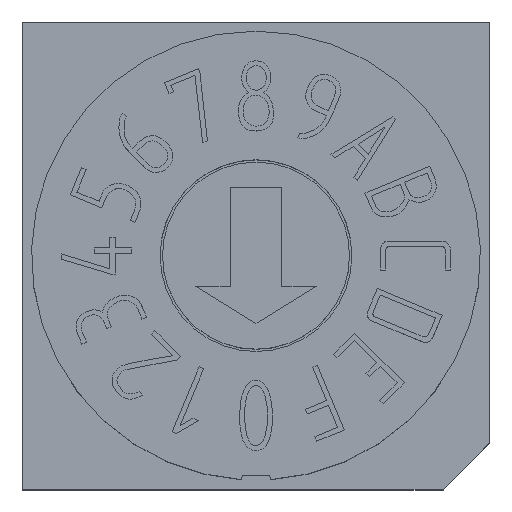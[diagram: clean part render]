
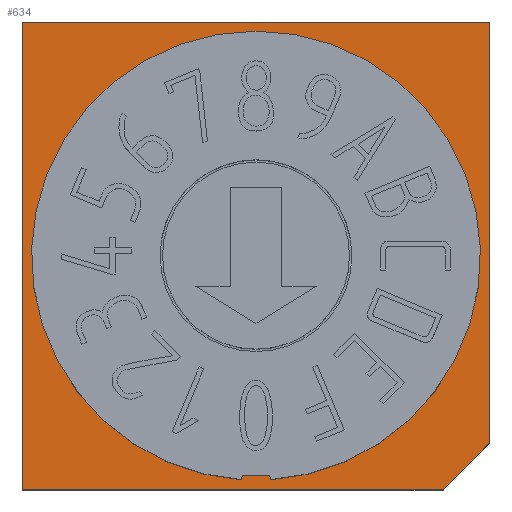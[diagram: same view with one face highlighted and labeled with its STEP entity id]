
A CAD part, top view. The second image highlights one B-rep face of the part: STEP entity #634.
In plain terms, the highlighted planar face has unit normal (0, 0, 1).
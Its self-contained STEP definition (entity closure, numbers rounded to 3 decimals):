
#634 = ADVANCED_FACE( '', ( #1345, #1346 ), #1347, .T. );
#1345 = FACE_OUTER_BOUND( '', #2122, .T. );
#1346 = FACE_BOUND( '', #2123, .T. );
#1347 = PLANE( '', #2124 );
#2122 = EDGE_LOOP( '', ( #4321, #4322, #4323, #4324, #4325 ) );
#2123 = EDGE_LOOP( '', ( #4326, #4327, #4328, #4329 ) );
#2124 = AXIS2_PLACEMENT_3D( '', #4330, #4331, #4332 );
#4321 = ORIENTED_EDGE( '', *, *, #4982, .T. );
#4322 = ORIENTED_EDGE( '', *, *, #4841, .T. );
#4323 = ORIENTED_EDGE( '', *, *, #5215, .T. );
#4324 = ORIENTED_EDGE( '', *, *, #5549, .T. );
#4325 = ORIENTED_EDGE( '', *, *, #4854, .T. );
#4326 = ORIENTED_EDGE( '', *, *, #4903, .T. );
#4327 = ORIENTED_EDGE( '', *, *, #5140, .F. );
#4328 = ORIENTED_EDGE( '', *, *, #4878, .F. );
#4329 = ORIENTED_EDGE( '', *, *, #5502, .F. );
#4330 = CARTESIAN_POINT( '', ( -5., -5., 2.8 ) );
#4331 = DIRECTION( '', ( 0., 0., 1. ) );
#4332 = DIRECTION( '', ( 1., 0., 0. ) );
#4841 = EDGE_CURVE( '', #5680, #5681, #5682, .F. );
#4854 = EDGE_CURVE( '', #5702, #5703, #5704, .T. );
#4878 = EDGE_CURVE( '', #5744, #5745, #5746, .T. );
#4903 = EDGE_CURVE( '', #5787, #5788, #5789, .T. );
#4982 = EDGE_CURVE( '', #5703, #5680, #5925, .T. );
#5140 = EDGE_CURVE( '', #5745, #5788, #6174, .T. );
#5215 = EDGE_CURVE( '', #5681, #6295, #6296, .T. );
#5502 = EDGE_CURVE( '', #5787, #5744, #6690, .T. );
#5549 = EDGE_CURVE( '', #6295, #5702, #6739, .T. );
#5680 = VERTEX_POINT( '', #6905 );
#5681 = VERTEX_POINT( '', #6906 );
#5682 = LINE( '', #6907, #6908 );
#5702 = VERTEX_POINT( '', #6952 );
#5703 = VERTEX_POINT( '', #6953 );
#5704 = LINE( '', #6954, #6955 );
#5744 = VERTEX_POINT( '', #7017 );
#5745 = VERTEX_POINT( '', #7018 );
#5746 = CIRCLE( '', #7019, 4.7 );
#5787 = VERTEX_POINT( '', #7082 );
#5788 = VERTEX_POINT( '', #7083 );
#5789 = CIRCLE( '', #7084, 4.8 );
#5925 = LINE( '', #7305, #7306 );
#6174 = LINE( '', #7909, #7910 );
#6295 = VERTEX_POINT( '', #8205 );
#6296 = LINE( '', #8206, #8207 );
#6690 = LINE( '', #9364, #9365 );
#6739 = LINE( '', #9484, #9485 );
#6905 = CARTESIAN_POINT( '', ( 4., -5., 2.8 ) );
#6906 = CARTESIAN_POINT( '', ( 5., -4., 2.8 ) );
#6907 = CARTESIAN_POINT( '', ( -0.5, -9.5, 2.8 ) );
#6908 = VECTOR( '', #9589, 1000. );
#6952 = CARTESIAN_POINT( '', ( -5., 5., 2.8 ) );
#6953 = CARTESIAN_POINT( '', ( -5., -5., 2.8 ) );
#6954 = CARTESIAN_POINT( '', ( -5., 5., 2.8 ) );
#6955 = VECTOR( '', #9594, 1000. );
#7017 = CARTESIAN_POINT( '', ( -0.297, -4.691, 2.8 ) );
#7018 = CARTESIAN_POINT( '', ( 0.297, -4.691, 2.8 ) );
#7019 = AXIS2_PLACEMENT_3D( '', #9607, #9608, #9609 );
#7082 = CARTESIAN_POINT( '', ( -0.303, -4.79, 2.8 ) );
#7083 = CARTESIAN_POINT( '', ( 0.303, -4.79, 2.8 ) );
#7084 = AXIS2_PLACEMENT_3D( '', #9629, #9630, #9631 );
#7305 = CARTESIAN_POINT( '', ( -5., -5., 2.8 ) );
#7306 = VECTOR( '', #9676, 1000. );
#7909 = CARTESIAN_POINT( '', ( 0.303, -4.79, 2.8 ) );
#7910 = VECTOR( '', #9744, 1000. );
#8205 = CARTESIAN_POINT( '', ( 5., 5., 2.8 ) );
#8206 = CARTESIAN_POINT( '', ( 5., -5., 2.8 ) );
#8207 = VECTOR( '', #9774, 1000. );
#9364 = CARTESIAN_POINT( '', ( -0.297, -4.691, 2.8 ) );
#9365 = VECTOR( '', #9875, 1000. );
#9484 = CARTESIAN_POINT( '', ( 5., 5., 2.8 ) );
#9485 = VECTOR( '', #9885, 1000. );
#9589 = DIRECTION( '', ( -0.707, -0.707, 0. ) );
#9594 = DIRECTION( '', ( 0., -1., 0. ) );
#9607 = CARTESIAN_POINT( '', ( 0., 0., 2.8 ) );
#9608 = DIRECTION( '', ( 0., 0., 1. ) );
#9609 = DIRECTION( '', ( 1., 0., 0. ) );
#9629 = CARTESIAN_POINT( '', ( 0., 0., 2.8 ) );
#9630 = DIRECTION( '', ( 0., 0., -1. ) );
#9631 = DIRECTION( '', ( 1., 0., 0. ) );
#9676 = DIRECTION( '', ( 1., 0., 0. ) );
#9744 = DIRECTION( '', ( 0.063, -0.998, 0. ) );
#9774 = DIRECTION( '', ( 0., 1., 0. ) );
#9875 = DIRECTION( '', ( 0.063, 0.998, 0. ) );
#9885 = DIRECTION( '', ( -1., 0., 0. ) );
